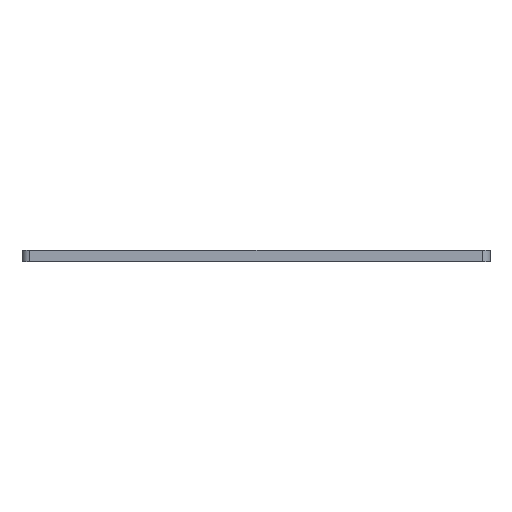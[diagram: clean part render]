
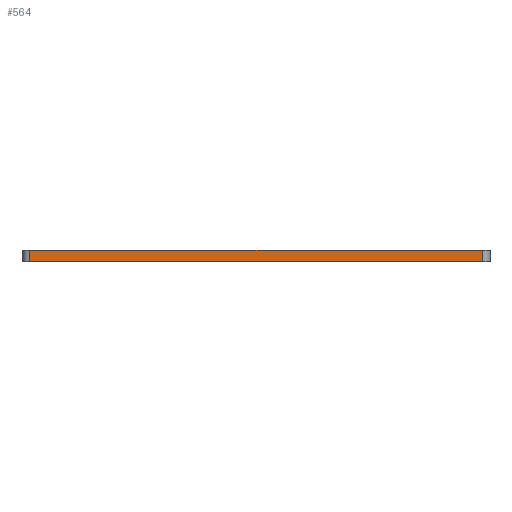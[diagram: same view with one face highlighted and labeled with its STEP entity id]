
A CAD part, front view. The second image highlights one B-rep face of the part: STEP entity #564.
In plain terms, the highlighted planar face has unit normal (0, -1, 0).
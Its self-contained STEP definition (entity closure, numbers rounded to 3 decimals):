
#13 = CARTESIAN_POINT ( 'NONE',  ( -72.483, -49.465, 0. ) ) ;
#14 = DIRECTION ( 'NONE',  ( 1., 0., 0. ) ) ;
#46 = CARTESIAN_POINT ( 'NONE',  ( -70.483, -49.465, 3. ) ) ;
#47 = DIRECTION ( 'NONE',  ( 0., 0., -1. ) ) ;
#50 = CARTESIAN_POINT ( 'NONE',  ( 43.517, -49.465, 3. ) ) ;
#51 = DIRECTION ( 'NONE',  ( 0., 0., 1. ) ) ;
#52 = CARTESIAN_POINT ( 'NONE',  ( -72.483, -49.465, 3. ) ) ;
#53 = DIRECTION ( 'NONE',  ( 1., 0., 0. ) ) ;
#90 = ORIENTED_EDGE ( 'NONE', *, *, #933, .T. ) ;
#140 = VECTOR ( 'NONE', #53, 1000. ) ;
#142 = VECTOR ( 'NONE', #51, 1000. ) ;
#143 = LINE ( 'NONE', #52, #140 ) ;
#145 = LINE ( 'NONE', #50, #142 ) ;
#146 = VECTOR ( 'NONE', #47, 1000. ) ;
#149 = LINE ( 'NONE', #46, #146 ) ;
#224 = VECTOR ( 'NONE', #14, 1000. ) ;
#227 = LINE ( 'NONE', #13, #224 ) ;
#273 = FACE_OUTER_BOUND ( 'NONE', #348, .T. ) ;
#348 = EDGE_LOOP ( 'NONE', ( #523, #399, #403, #90 ) ) ;
#359 = VERTEX_POINT ( 'NONE', #707 ) ;
#375 = VERTEX_POINT ( 'NONE', #706 ) ;
#399 = ORIENTED_EDGE ( 'NONE', *, *, #935, .T. ) ;
#403 = ORIENTED_EDGE ( 'NONE', *, *, #936, .F. ) ;
#494 = VERTEX_POINT ( 'NONE', #693 ) ;
#523 = ORIENTED_EDGE ( 'NONE', *, *, #855, .T. ) ;
#539 = VERTEX_POINT ( 'NONE', #680 ) ;
#564 = ADVANCED_FACE ( 'NONE', ( #273 ), #604, .F. ) ;
#600 = CARTESIAN_POINT ( 'NONE',  ( -72.483, -49.465, 3. ) ) ;
#604 = PLANE ( 'NONE',  #856 ) ;
#606 = DIRECTION ( 'NONE',  ( 0., 1., 0. ) ) ;
#607 = DIRECTION ( 'NONE',  ( 0., 0., 1. ) ) ;
#680 = CARTESIAN_POINT ( 'NONE',  ( 43.517, -49.465, 3. ) ) ;
#693 = CARTESIAN_POINT ( 'NONE',  ( 43.517, -49.465, 0. ) ) ;
#706 = CARTESIAN_POINT ( 'NONE',  ( -70.483, -49.465, 3. ) ) ;
#707 = CARTESIAN_POINT ( 'NONE',  ( -70.483, -49.465, 0. ) ) ;
#855 = EDGE_CURVE ( 'NONE', #359, #494, #227, .T. ) ;
#856 = AXIS2_PLACEMENT_3D ( 'NONE', #600, #606, #607 ) ;
#933 = EDGE_CURVE ( 'NONE', #375, #359, #149, .T. ) ;
#935 = EDGE_CURVE ( 'NONE', #494, #539, #145, .T. ) ;
#936 = EDGE_CURVE ( 'NONE', #375, #539, #143, .T. ) ;
